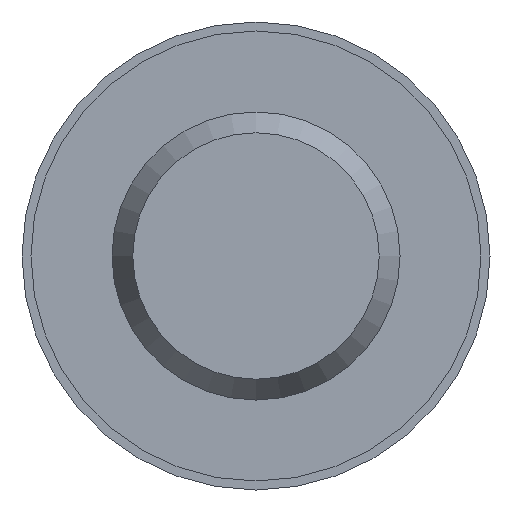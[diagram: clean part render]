
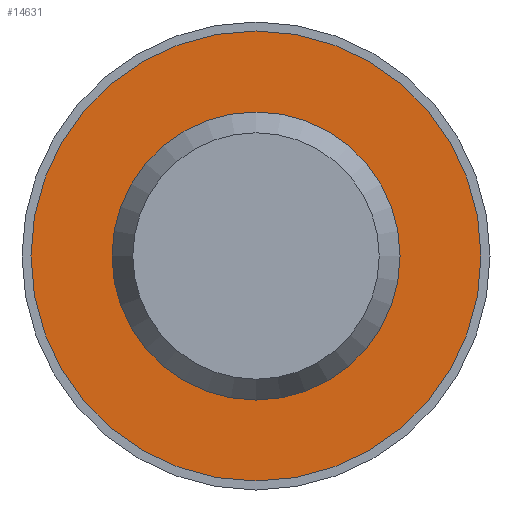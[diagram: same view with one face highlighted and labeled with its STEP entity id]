
A CAD part, front view. The second image highlights one B-rep face of the part: STEP entity #14631.
In plain terms, the highlighted face is planar.
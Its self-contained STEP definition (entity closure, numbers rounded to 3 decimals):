
#940 = CARTESIAN_POINT ( 'NONE',  ( 0., 0., -6.25 ) ) ;
#1196 = FACE_OUTER_BOUND ( 'NONE', #15992, .T. ) ;
#2688 = CIRCLE ( 'NONE', #2988, 6.25 ) ;
#2988 = AXIS2_PLACEMENT_3D ( 'NONE', #14354, #15675, #7637 ) ;
#5179 = DIRECTION ( 'NONE',  ( 0., -1., 0. ) ) ;
#5398 = DIRECTION ( 'NONE',  ( 0., 0., 1. ) ) ;
#5460 = EDGE_CURVE ( 'NONE', #16641, #16641, #2688, .T. ) ;
#5812 = AXIS2_PLACEMENT_3D ( 'NONE', #13491, #12209, #12149 ) ;
#6891 = PLANE ( 'NONE',  #5812 ) ;
#6926 = ORIENTED_EDGE ( 'NONE', *, *, #5460, .T. ) ;
#7637 = DIRECTION ( 'NONE',  ( 0., 0., -1. ) ) ;
#7776 = EDGE_CURVE ( 'NONE', #12283, #12283, #11412, .T. ) ;
#8689 = FACE_BOUND ( 'NONE', #11030, .T. ) ;
#11030 = EDGE_LOOP ( 'NONE', ( #15112 ) ) ;
#11412 = CIRCLE ( 'NONE', #16171, 4. ) ;
#12149 = DIRECTION ( 'NONE',  ( 0., 0., 1. ) ) ;
#12209 = DIRECTION ( 'NONE',  ( 0., 1., 0. ) ) ;
#12283 = VERTEX_POINT ( 'NONE', #15521 ) ;
#13340 = CARTESIAN_POINT ( 'NONE',  ( 0., 0., 0. ) ) ;
#13491 = CARTESIAN_POINT ( 'NONE',  ( 0., 0., 0. ) ) ;
#14354 = CARTESIAN_POINT ( 'NONE',  ( 0., 0., 0. ) ) ;
#14631 = ADVANCED_FACE ( 'NONE', ( #8689, #1196 ), #6891, .F. ) ;
#15112 = ORIENTED_EDGE ( 'NONE', *, *, #7776, .F. ) ;
#15521 = CARTESIAN_POINT ( 'NONE',  ( 0., 0., 4. ) ) ;
#15675 = DIRECTION ( 'NONE',  ( 0., -1., 0. ) ) ;
#15992 = EDGE_LOOP ( 'NONE', ( #6926 ) ) ;
#16171 = AXIS2_PLACEMENT_3D ( 'NONE', #13340, #5179, #5398 ) ;
#16641 = VERTEX_POINT ( 'NONE', #940 ) ;
